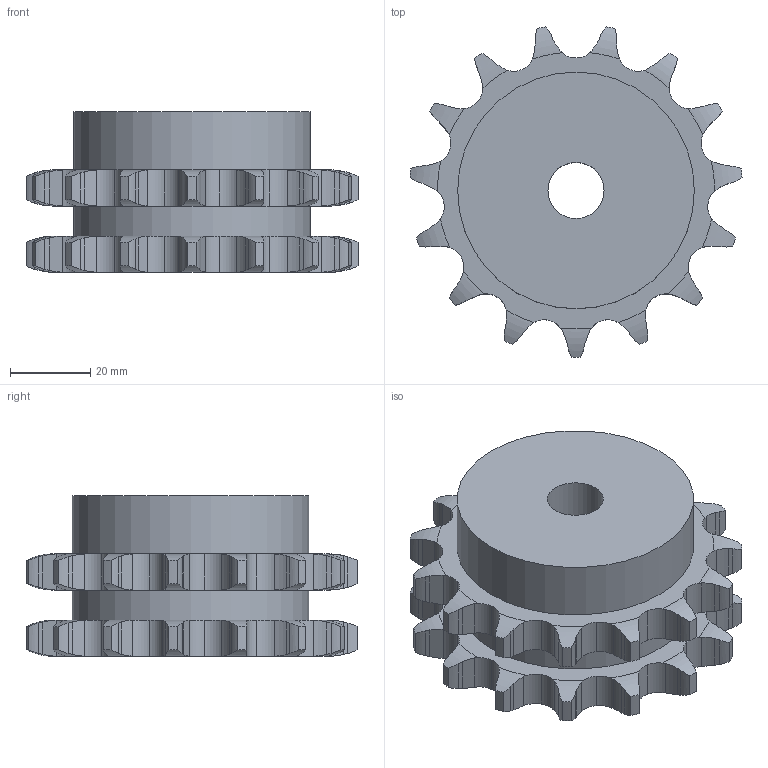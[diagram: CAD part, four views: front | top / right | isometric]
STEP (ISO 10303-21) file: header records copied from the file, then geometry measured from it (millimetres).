
FILE_DESCRIPTION(('FreeCAD Model'),'2;1');
FILE_NAME('Open CASCADE Shape Model','2021-08-01T08:53:42',('FreeCAD'),( 'FreeCAD'),'Open CASCADE STEP processor 7.4','FreeCAD','Unknown');
FILE_SCHEMA(('AUTOMOTIVE_DESIGN { 1 0 10303 214 1 1 1 1 }'));
Length unit declared in the file: millimetre
Products named in the file (1): Open CASCADE STEP translator 7.4 8
Bounding box: 82.75 x 82.31 x 40 mm (x, y, z)
Volume: 127620.5 mm3; surface area: 22745.9 mm2
Topology: 1 solids, 1 shells, 343 faces, 1012 edges, 675 vertices
Faces by surface type: cylinder 213, plane 66, torus 64
Full cylindrical faces by diameter (mm): 14 x1, 59 x2
Entity records: 30643 total; most frequent: CARTESIAN_POINT 13403, DIRECTION 2387, ORIENTED_EDGE 2024, PCURVE 2024, DEFINITIONAL_REPRESENTATION 2024, B_SPLINE_CURVE_WITH_KNOTS 1452, LINE 1137, VECTOR 1137
